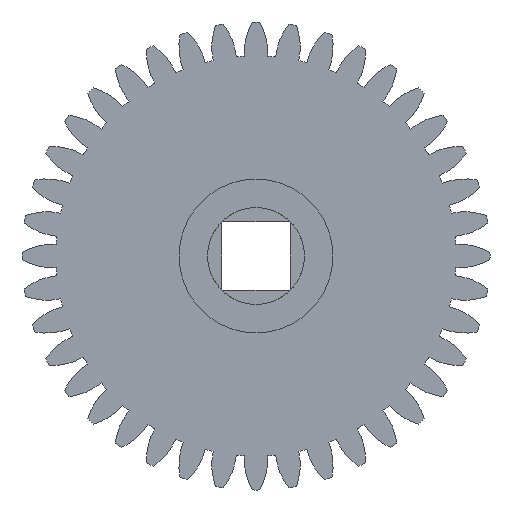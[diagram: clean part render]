
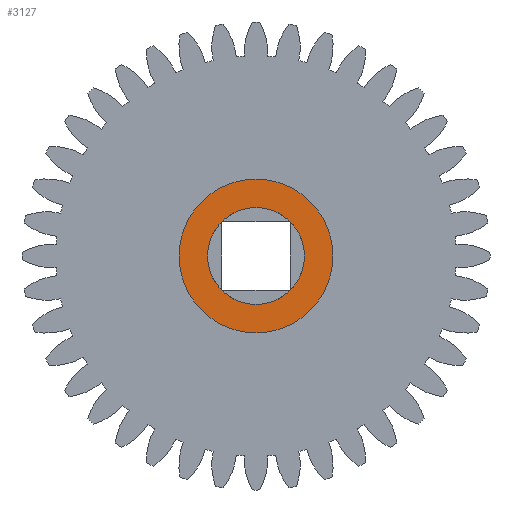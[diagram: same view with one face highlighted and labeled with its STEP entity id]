
A CAD part, front view. The second image highlights one B-rep face of the part: STEP entity #3127.
In plain terms, the highlighted planar face has unit normal (0, -1, 0).
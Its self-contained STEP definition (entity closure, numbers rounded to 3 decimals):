
#15=FACE_BOUND('',#220,.T.);
#19=PLANE('',#3346);
#39=FACE_OUTER_BOUND('',#219,.T.);
#219=EDGE_LOOP('',(#1959));
#220=EDGE_LOOP('',(#1960));
#761=CIRCLE('',#3338,3.15);
#764=CIRCLE('',#3342,5.);
#1098=VERTEX_POINT('',#5077);
#1100=VERTEX_POINT('',#5084);
#1435=EDGE_CURVE('',#1098,#1098,#761,.T.);
#1439=EDGE_CURVE('',#1100,#1100,#764,.T.);
#1959=ORIENTED_EDGE('',*,*,#1439,.T.);
#1960=ORIENTED_EDGE('',*,*,#1435,.T.);
#3127=ADVANCED_FACE('',(#39,#15),#19,.F.);
#3338=AXIS2_PLACEMENT_3D('',#5079,#3870,#3871);
#3342=AXIS2_PLACEMENT_3D('',#5086,#3879,#3880);
#3346=AXIS2_PLACEMENT_3D('',#5093,#3888,#3889);
#3870=DIRECTION('center_axis',(0.,1.,0.));
#3871=DIRECTION('ref_axis',(-1.,0.,0.));
#3879=DIRECTION('center_axis',(0.,-1.,0.));
#3880=DIRECTION('ref_axis',(1.,0.,0.));
#3888=DIRECTION('center_axis',(0.,1.,0.));
#3889=DIRECTION('ref_axis',(0.,0.,1.));
#5077=CARTESIAN_POINT('',(3.15,-2.5,0.));
#5079=CARTESIAN_POINT('Origin',(0.,-2.5,0.));
#5084=CARTESIAN_POINT('',(-5.,-2.5,0.));
#5086=CARTESIAN_POINT('Origin',(0.,-2.5,0.));
#5093=CARTESIAN_POINT('Origin',(0.,-2.5,0.));
